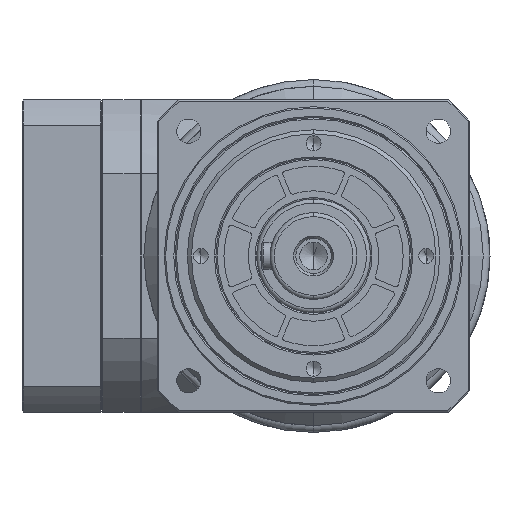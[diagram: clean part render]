
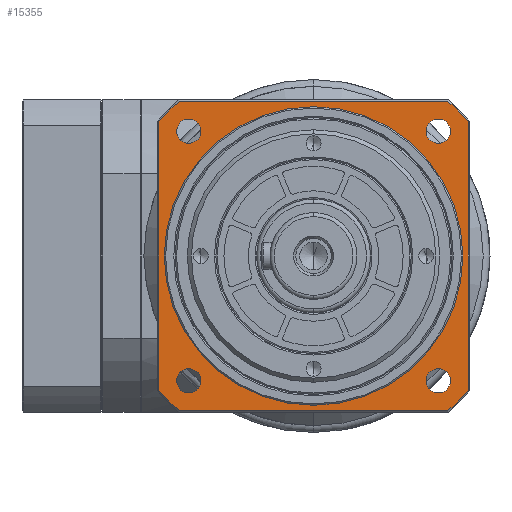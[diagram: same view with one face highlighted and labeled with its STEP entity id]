
A CAD part, left-side view. The second image highlights one B-rep face of the part: STEP entity #15355.
In plain terms, the highlighted planar face has unit normal (-1, 0, 0).
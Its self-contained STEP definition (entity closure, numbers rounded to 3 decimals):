
#13418=CARTESIAN_POINT('',(12.,-49.51,-57.));
#13420=CARTESIAN_POINT('',(12.,-57.,-49.51));
#13436=CARTESIAN_POINT('',(12.,49.51,-57.));
#13453=CARTESIAN_POINT('',(12.,57.,-49.51));
#13666=CARTESIAN_POINT('',(12.,0.,0.));
#13667=DIRECTION('',(1.,0.,0.));
#13668=DIRECTION('',(0.,0.656,-0.755));
#13669=AXIS2_PLACEMENT_3D('',#13666,#13667,#13668);
#13671=DIRECTION('',(0.,0.,1.));
#13672=VECTOR('',#13671,99.02);
#13673=CARTESIAN_POINT('',(12.,57.,-49.51));
#13674=LINE('',#13673,#13672);
#13675=CARTESIAN_POINT('',(12.,0.,0.));
#13676=DIRECTION('',(1.,0.,0.));
#13677=DIRECTION('',(0.,0.755,0.656));
#13678=AXIS2_PLACEMENT_3D('',#13675,#13676,#13677);
#13680=DIRECTION('',(0.,-1.,0.));
#13681=VECTOR('',#13680,99.02);
#13682=CARTESIAN_POINT('',(12.,49.51,57.));
#13683=LINE('',#13682,#13681);
#13684=CARTESIAN_POINT('',(12.,0.,0.));
#13685=DIRECTION('',(1.,0.,0.));
#13686=DIRECTION('',(0.,-0.656,0.755));
#13687=AXIS2_PLACEMENT_3D('',#13684,#13685,#13686);
#13689=DIRECTION('',(0.,0.,-1.));
#13690=VECTOR('',#13689,99.02);
#13691=CARTESIAN_POINT('',(12.,-57.,49.51));
#13692=LINE('',#13691,#13690);
#13693=CARTESIAN_POINT('',(12.,0.,0.));
#13694=DIRECTION('',(1.,0.,0.));
#13695=DIRECTION('',(0.,-0.755,-0.656));
#13696=AXIS2_PLACEMENT_3D('',#13693,#13694,#13695);
#13698=DIRECTION('',(0.,1.,0.));
#13699=VECTOR('',#13698,99.02);
#13700=CARTESIAN_POINT('',(12.,-49.51,-57.));
#13701=LINE('',#13700,#13699);
#13702=CARTESIAN_POINT('',(12.,45.962,45.962));
#13703=DIRECTION('',(-1.,0.,0.));
#13704=DIRECTION('',(0.,0.,-1.));
#13705=AXIS2_PLACEMENT_3D('',#13702,#13703,#13704);
#13707=CARTESIAN_POINT('',(12.,45.962,45.962));
#13708=DIRECTION('',(-1.,0.,0.));
#13709=DIRECTION('',(0.,0.,1.));
#13710=AXIS2_PLACEMENT_3D('',#13707,#13708,#13709);
#13712=CARTESIAN_POINT('',(12.,-45.962,45.962));
#13713=DIRECTION('',(-1.,0.,0.));
#13714=DIRECTION('',(0.,0.,-1.));
#13715=AXIS2_PLACEMENT_3D('',#13712,#13713,#13714);
#13717=CARTESIAN_POINT('',(12.,-45.962,45.962));
#13718=DIRECTION('',(-1.,0.,0.));
#13719=DIRECTION('',(0.,0.,1.));
#13720=AXIS2_PLACEMENT_3D('',#13717,#13718,#13719);
#13722=CARTESIAN_POINT('',(12.,-45.962,-45.962));
#13723=DIRECTION('',(-1.,0.,0.));
#13724=DIRECTION('',(0.,0.,-1.));
#13725=AXIS2_PLACEMENT_3D('',#13722,#13723,#13724);
#13727=CARTESIAN_POINT('',(12.,-45.962,-45.962));
#13728=DIRECTION('',(-1.,0.,0.));
#13729=DIRECTION('',(0.,0.,1.));
#13730=AXIS2_PLACEMENT_3D('',#13727,#13728,#13729);
#13732=CARTESIAN_POINT('',(12.,45.962,-45.962));
#13733=DIRECTION('',(-1.,0.,0.));
#13734=DIRECTION('',(0.,0.,-1.));
#13735=AXIS2_PLACEMENT_3D('',#13732,#13733,#13734);
#13737=CARTESIAN_POINT('',(12.,45.962,-45.962));
#13738=DIRECTION('',(-1.,0.,0.));
#13739=DIRECTION('',(0.,0.,1.));
#13740=AXIS2_PLACEMENT_3D('',#13737,#13738,#13739);
#13742=CARTESIAN_POINT('',(12.,0.,0.));
#13743=DIRECTION('',(-1.,0.,0.));
#13744=DIRECTION('',(0.,0.,1.));
#13745=AXIS2_PLACEMENT_3D('',#13742,#13743,#13744);
#13747=CARTESIAN_POINT('',(12.,0.,0.));
#13748=DIRECTION('',(-1.,0.,0.));
#13749=DIRECTION('',(0.,0.,-1.));
#13750=AXIS2_PLACEMENT_3D('',#13747,#13748,#13749);
#14587=VERTEX_POINT('',#13420);
#14588=CARTESIAN_POINT('',(12.,-57.,49.51));
#14589=VERTEX_POINT('',#14588);
#14590=VERTEX_POINT('',#13418);
#14591=VERTEX_POINT('',#13436);
#14595=VERTEX_POINT('',#13453);
#14653=CARTESIAN_POINT('',(12.,45.962,-41.462));
#14654=VERTEX_POINT('',#14653);
#14655=CARTESIAN_POINT('',(12.,45.962,-50.462));
#14656=VERTEX_POINT('',#14655);
#14657=CARTESIAN_POINT('',(12.,57.,49.51));
#14658=VERTEX_POINT('',#14657);
#14659=CARTESIAN_POINT('',(12.,49.51,57.));
#14660=VERTEX_POINT('',#14659);
#14661=CARTESIAN_POINT('',(12.,-49.51,57.));
#14662=VERTEX_POINT('',#14661);
#14663=CARTESIAN_POINT('',(12.,45.962,41.462));
#14664=CARTESIAN_POINT('',(12.,45.962,50.462));
#14665=VERTEX_POINT('',#14663);
#14666=VERTEX_POINT('',#14664);
#14667=CARTESIAN_POINT('',(12.,-45.962,41.462));
#14668=CARTESIAN_POINT('',(12.,-45.962,50.462));
#14669=VERTEX_POINT('',#14667);
#14670=VERTEX_POINT('',#14668);
#14671=CARTESIAN_POINT('',(12.,-45.962,-50.462));
#14672=CARTESIAN_POINT('',(12.,-45.962,-41.462));
#14673=VERTEX_POINT('',#14671);
#14674=VERTEX_POINT('',#14672);
#14675=CARTESIAN_POINT('',(12.,0.,55.));
#14676=CARTESIAN_POINT('',(12.,0.,-55.));
#14677=VERTEX_POINT('',#14675);
#14678=VERTEX_POINT('',#14676);
#15308=CARTESIAN_POINT('',(12.,55.,0.));
#15309=DIRECTION('',(1.,0.,0.));
#15310=DIRECTION('',(0.,0.,-1.));
#15311=AXIS2_PLACEMENT_3D('',#15308,#15309,#15310);
#15312=PLANE('',#15311);
#15313=ORIENTED_EDGE('',*,*,#14938,.T.);
#15315=ORIENTED_EDGE('',*,*,#15314,.T.);
#15317=ORIENTED_EDGE('',*,*,#15316,.T.);
#15319=ORIENTED_EDGE('',*,*,#15318,.T.);
#15321=ORIENTED_EDGE('',*,*,#15320,.T.);
#15322=ORIENTED_EDGE('',*,*,#14891,.T.);
#15323=ORIENTED_EDGE('',*,*,#14906,.T.);
#15324=ORIENTED_EDGE('',*,*,#14920,.T.);
#15325=EDGE_LOOP('',(#15313,#15315,#15317,#15319,#15321,#15322,#15323,#15324));
#15326=FACE_OUTER_BOUND('',#15325,.F.);
#15328=ORIENTED_EDGE('',*,*,#15327,.T.);
#15330=ORIENTED_EDGE('',*,*,#15329,.T.);
#15331=EDGE_LOOP('',(#15328,#15330));
#15332=FACE_BOUND('',#15331,.F.);
#15334=ORIENTED_EDGE('',*,*,#15333,.T.);
#15336=ORIENTED_EDGE('',*,*,#15335,.T.);
#15337=EDGE_LOOP('',(#15334,#15336));
#15338=FACE_BOUND('',#15337,.F.);
#15340=ORIENTED_EDGE('',*,*,#15339,.T.);
#15342=ORIENTED_EDGE('',*,*,#15341,.T.);
#15343=EDGE_LOOP('',(#15340,#15342));
#15344=FACE_BOUND('',#15343,.F.);
#15345=ORIENTED_EDGE('',*,*,#15288,.T.);
#15346=ORIENTED_EDGE('',*,*,#15301,.T.);
#15347=EDGE_LOOP('',(#15345,#15346));
#15348=FACE_BOUND('',#15347,.F.);
#15350=ORIENTED_EDGE('',*,*,#15349,.T.);
#15352=ORIENTED_EDGE('',*,*,#15351,.T.);
#15353=EDGE_LOOP('',(#15350,#15352));
#15354=FACE_BOUND('',#15353,.F.);
#15355=ADVANCED_FACE('',(#15326,#15332,#15338,#15344,#15348,#15354),#15312,.F.);
#13670=CIRCLE('',#13669,75.5);
#13679=CIRCLE('',#13678,75.5);
#13688=CIRCLE('',#13687,75.5);
#13697=CIRCLE('',#13696,75.5);
#13706=CIRCLE('',#13705,4.5);
#13711=CIRCLE('',#13710,4.5);
#13716=CIRCLE('',#13715,4.5);
#13721=CIRCLE('',#13720,4.5);
#13726=CIRCLE('',#13725,4.5);
#13731=CIRCLE('',#13730,4.5);
#13736=CIRCLE('',#13735,4.5);
#13741=CIRCLE('',#13740,4.5);
#13746=CIRCLE('',#13745,55.);
#13751=CIRCLE('',#13750,55.);
#14891=EDGE_CURVE('',#14589,#14587,#13692,.T.);
#14906=EDGE_CURVE('',#14587,#14590,#13697,.T.);
#14920=EDGE_CURVE('',#14590,#14591,#13701,.T.);
#14938=EDGE_CURVE('',#14591,#14595,#13670,.T.);
#15288=EDGE_CURVE('',#14656,#14654,#13736,.T.);
#15301=EDGE_CURVE('',#14654,#14656,#13741,.T.);
#15314=EDGE_CURVE('',#14595,#14658,#13674,.T.);
#15316=EDGE_CURVE('',#14658,#14660,#13679,.T.);
#15318=EDGE_CURVE('',#14660,#14662,#13683,.T.);
#15320=EDGE_CURVE('',#14662,#14589,#13688,.T.);
#15327=EDGE_CURVE('',#14665,#14666,#13706,.T.);
#15329=EDGE_CURVE('',#14666,#14665,#13711,.T.);
#15333=EDGE_CURVE('',#14669,#14670,#13716,.T.);
#15335=EDGE_CURVE('',#14670,#14669,#13721,.T.);
#15339=EDGE_CURVE('',#14673,#14674,#13726,.T.);
#15341=EDGE_CURVE('',#14674,#14673,#13731,.T.);
#15349=EDGE_CURVE('',#14677,#14678,#13746,.T.);
#15351=EDGE_CURVE('',#14678,#14677,#13751,.T.);
